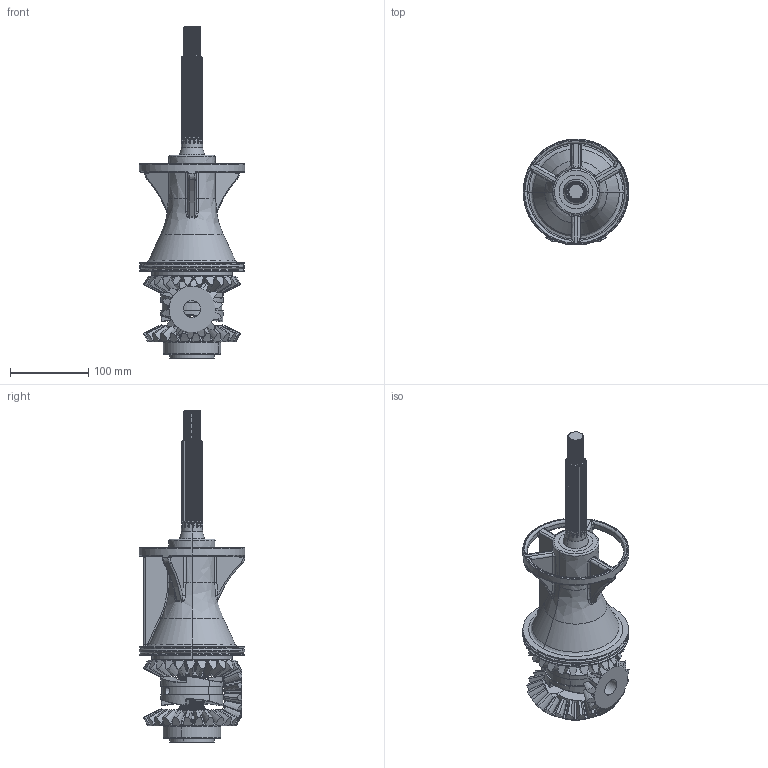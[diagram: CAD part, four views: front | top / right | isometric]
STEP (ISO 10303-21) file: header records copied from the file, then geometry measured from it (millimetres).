
FILE_DESCRIPTION(('FreeCAD Model'),'2;1');
FILE_NAME('Open CASCADE Shape Model','2025-05-03T12:20:28',('FreeCAD'),( 'FreeCAD'),'Open CASCADE STEP processor 7.6','FreeCAD','Unknown');
FILE_SCHEMA(('AUTOMOTIVE_DESIGN { 1 0 10303 214 1 1 1 1 }'));
Products named in the file (1): Open CASCADE STEP translator 7.6 1
Bounding box: 134.74 x 134.62 x 423.17 mm (x, y, z)
Volume: 1456183.3 mm3; surface area: 347078.6 mm2
Topology: 13 solids, 13 shells, 2451 faces, 6510 edges, 3959 vertices
Faces by surface type: bspline 2451
Entity records: 95064 total; most frequent: CARTESIAN_POINT 60338, ORIENTED_EDGE 12816, EDGE_CURVE 6408, VERTEX_POINT 3959, B_SPLINE_CURVE_WITH_KNOTS 3675, FACE_BOUND 2515, EDGE_LOOP 2515, ADVANCED_FACE 2451
